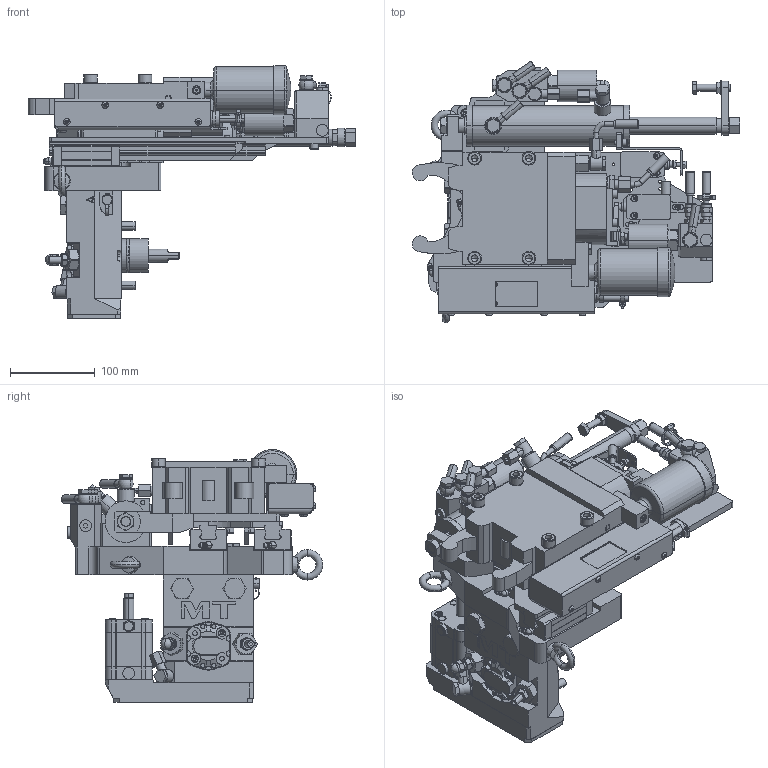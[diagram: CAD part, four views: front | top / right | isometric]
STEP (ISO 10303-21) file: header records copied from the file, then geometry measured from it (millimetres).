
FILE_DESCRIPTION((''),'2;1');
FILE_NAME('MNZ0310370JP_CONF','2025-07-25T11:17:49',('smalpassi'),('M.T. srl'),'CREO PARAMETRIC BY PTC INC, 2023352','CREO PARAMETRIC BY PTC INC, 2023352','');
FILE_SCHEMA(('CONFIG_CONTROL_DESIGN'));
Products named in the file (1): MNZ0310370JP_CONF
Bounding box: 386.62 x 308.69 x 298.5 mm (x, y, z)
Volume: 5640903.9 mm3; surface area: 696780 mm2
Topology: 5 solids, 6 shells, 3413 faces, 8624 edges, 5400 vertices
Faces by surface type: plane 1702, cylinder 1153, cone 376, torus 120, sphere 32, bspline 26, extrusion 2, revolution 2
Entity records: 115382 total; most frequent: CARTESIAN_POINT 32471, DIRECTION 17689, ORIENTED_EDGE 17056, EDGE_CURVE 8528, AXIS2_PLACEMENT_3D 6428, VERTEX_POINT 5401, VECTOR 4831, LINE 4829
